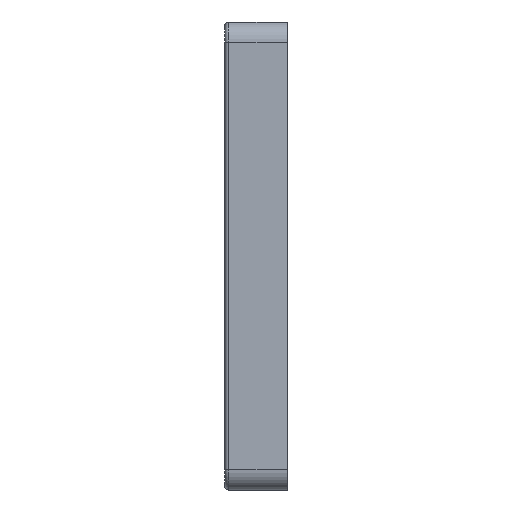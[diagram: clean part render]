
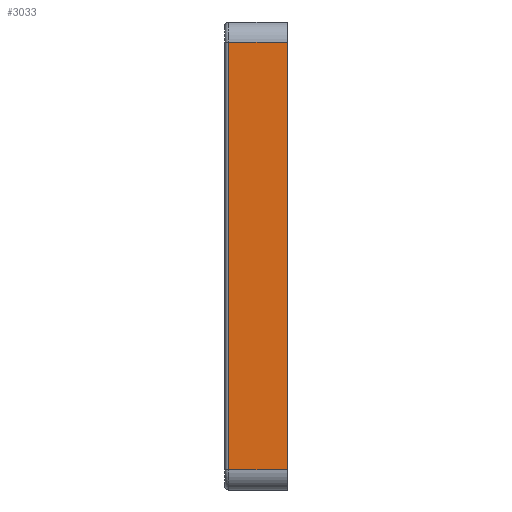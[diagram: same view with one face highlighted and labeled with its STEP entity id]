
A CAD part, left-side view. The second image highlights one B-rep face of the part: STEP entity #3033.
In plain terms, the highlighted planar face has unit normal (-1, 0, 0).
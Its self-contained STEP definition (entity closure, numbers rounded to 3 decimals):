
#144=PLANE('',#3316);
#270=FACE_OUTER_BOUND('',#467,.T.);
#467=EDGE_LOOP('',(#2437,#2438,#2439,#2440));
#798=LINE('',#4652,#1086);
#902=LINE('',#4958,#1190);
#903=LINE('',#4960,#1191);
#904=LINE('',#4961,#1192);
#1086=VECTOR('',#3642,10.);
#1190=VECTOR('',#3964,10.);
#1191=VECTOR('',#3965,10.);
#1192=VECTOR('',#3966,10.);
#1404=VERTEX_POINT('',#4649);
#1405=VERTEX_POINT('',#4651);
#1498=VERTEX_POINT('',#4957);
#1499=VERTEX_POINT('',#4959);
#1692=EDGE_CURVE('',#1405,#1404,#798,.T.);
#1844=EDGE_CURVE('',#1498,#1404,#902,.T.);
#1845=EDGE_CURVE('',#1499,#1498,#903,.T.);
#1846=EDGE_CURVE('',#1405,#1499,#904,.T.);
#2437=ORIENTED_EDGE('',*,*,#1692,.T.);
#2438=ORIENTED_EDGE('',*,*,#1844,.F.);
#2439=ORIENTED_EDGE('',*,*,#1845,.F.);
#2440=ORIENTED_EDGE('',*,*,#1846,.F.);
#3033=ADVANCED_FACE('',(#270),#144,.T.);
#3316=AXIS2_PLACEMENT_3D('',#4956,#3962,#3963);
#3642=DIRECTION('',(0.,0.,1.));
#3962=DIRECTION('center_axis',(-1.,0.,0.));
#3963=DIRECTION('ref_axis',(0.,0.,1.));
#3964=DIRECTION('',(0.,-1.,0.));
#3965=DIRECTION('',(0.,0.,1.));
#3966=DIRECTION('',(0.,1.,0.));
#4649=CARTESIAN_POINT('',(-148.125,-8.5,52.875));
#4651=CARTESIAN_POINT('',(-148.125,-8.5,-52.875));
#4652=CARTESIAN_POINT('',(-148.125,-8.5,-28.938));
#4956=CARTESIAN_POINT('Origin',(-148.125,0.,-57.875));
#4957=CARTESIAN_POINT('',(-148.125,6.,52.875));
#4958=CARTESIAN_POINT('',(-148.125,0.,52.875));
#4959=CARTESIAN_POINT('',(-148.125,6.,-52.875));
#4960=CARTESIAN_POINT('',(-148.125,6.,-28.938));
#4961=CARTESIAN_POINT('',(-148.125,0.,-52.875));
